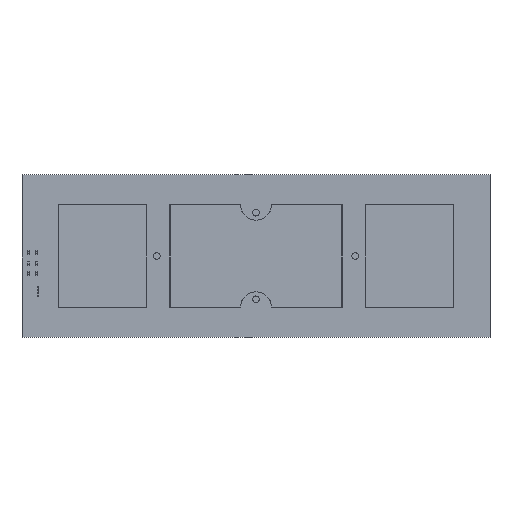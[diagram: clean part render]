
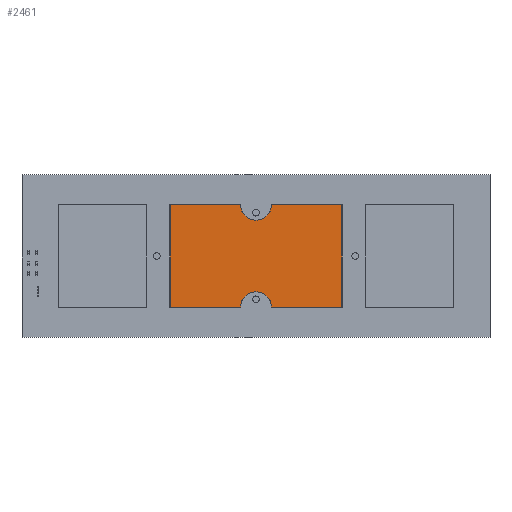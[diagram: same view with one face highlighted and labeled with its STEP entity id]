
A CAD part, top view. The second image highlights one B-rep face of the part: STEP entity #2461.
In plain terms, the highlighted planar face has unit normal (0, 0, 1).
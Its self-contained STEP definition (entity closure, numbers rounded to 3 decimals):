
#2200 = VERTEX_POINT('',#2201);
#2201 = CARTESIAN_POINT('',(-6.386,21.36,
    1.6));
#2207 = EDGE_CURVE('',#2200,#2208,#2210,.T.);
#2208 = VERTEX_POINT('',#2209);
#2209 = CARTESIAN_POINT('',(6.64,21.36,1.6
    ));
#2210 = CIRCLE('',#2211,6.513);
#2211 = AXIS2_PLACEMENT_3D('',#2212,#2213,#2214);
#2212 = CARTESIAN_POINT('',(0.127,21.373,
    1.6));
#2213 = DIRECTION('',(0.,0.,1.));
#2214 = DIRECTION('',(-1.,-0.002,0.));
#2240 = EDGE_CURVE('',#2208,#2241,#2243,.T.);
#2241 = VERTEX_POINT('',#2242);
#2242 = CARTESIAN_POINT('',(36.114,21.36,1.6
    ));
#2243 = LINE('',#2244,#2245);
#2244 = CARTESIAN_POINT('',(6.64,21.36,1.6
    ));
#2245 = VECTOR('',#2246,1.);
#2246 = DIRECTION('',(1.,0.,0.));
#2271 = EDGE_CURVE('',#2241,#2272,#2274,.T.);
#2272 = VERTEX_POINT('',#2273);
#2273 = CARTESIAN_POINT('',(36.114,-21.614,1.6)
  );
#2274 = LINE('',#2275,#2276);
#2275 = CARTESIAN_POINT('',(36.114,21.36,1.6
    ));
#2276 = VECTOR('',#2277,1.);
#2277 = DIRECTION('',(0.,-1.,0.));
#2302 = EDGE_CURVE('',#2272,#2303,#2305,.T.);
#2303 = VERTEX_POINT('',#2304);
#2304 = CARTESIAN_POINT('',(6.64,-21.614,1.6)
  );
#2305 = LINE('',#2306,#2307);
#2306 = CARTESIAN_POINT('',(36.114,-21.614,1.6)
  );
#2307 = VECTOR('',#2308,1.);
#2308 = DIRECTION('',(-1.,0.,0.));
#2333 = EDGE_CURVE('',#2303,#2334,#2336,.T.);
#2334 = VERTEX_POINT('',#2335);
#2335 = CARTESIAN_POINT('',(-6.386,-21.614,
    1.6));
#2336 = CIRCLE('',#2337,6.513);
#2337 = AXIS2_PLACEMENT_3D('',#2338,#2339,#2340);
#2338 = CARTESIAN_POINT('',(0.127,-21.627,1.6)
  );
#2339 = DIRECTION('',(0.,0.,1.));
#2340 = DIRECTION('',(1.,0.002,-0.));
#2366 = EDGE_CURVE('',#2334,#2367,#2369,.T.);
#2367 = VERTEX_POINT('',#2368);
#2368 = CARTESIAN_POINT('',(-35.86,-21.614,
    1.6));
#2369 = LINE('',#2370,#2371);
#2370 = CARTESIAN_POINT('',(-6.386,-21.614,
    1.6));
#2371 = VECTOR('',#2372,1.);
#2372 = DIRECTION('',(-1.,0.,0.));
#2397 = EDGE_CURVE('',#2367,#2398,#2400,.T.);
#2398 = VERTEX_POINT('',#2399);
#2399 = CARTESIAN_POINT('',(-35.86,21.36,
    1.6));
#2400 = LINE('',#2401,#2402);
#2401 = CARTESIAN_POINT('',(-35.86,-21.614,
    1.6));
#2402 = VECTOR('',#2403,1.);
#2403 = DIRECTION('',(0.,1.,0.));
#2428 = EDGE_CURVE('',#2398,#2200,#2429,.T.);
#2429 = LINE('',#2430,#2431);
#2430 = CARTESIAN_POINT('',(-35.86,21.36,
    1.6));
#2431 = VECTOR('',#2432,1.);
#2432 = DIRECTION('',(1.,0.,0.));
#2461 = ADVANCED_FACE('',(#2462),#2472,.F.);
#2462 = FACE_BOUND('',#2463,.F.);
#2463 = EDGE_LOOP('',(#2464,#2465,#2466,#2467,#2468,#2469,#2470,#2471));
#2464 = ORIENTED_EDGE('',*,*,#2207,.T.);
#2465 = ORIENTED_EDGE('',*,*,#2240,.T.);
#2466 = ORIENTED_EDGE('',*,*,#2271,.T.);
#2467 = ORIENTED_EDGE('',*,*,#2302,.T.);
#2468 = ORIENTED_EDGE('',*,*,#2333,.T.);
#2469 = ORIENTED_EDGE('',*,*,#2366,.T.);
#2470 = ORIENTED_EDGE('',*,*,#2397,.T.);
#2471 = ORIENTED_EDGE('',*,*,#2428,.T.);
#2472 = PLANE('',#2473);
#2473 = AXIS2_PLACEMENT_3D('',#2474,#2475,#2476);
#2474 = CARTESIAN_POINT('',(0.127,-0.127,
    1.6));
#2475 = DIRECTION('',(-0.,-0.,-1.));
#2476 = DIRECTION('',(-1.,0.,0.));
